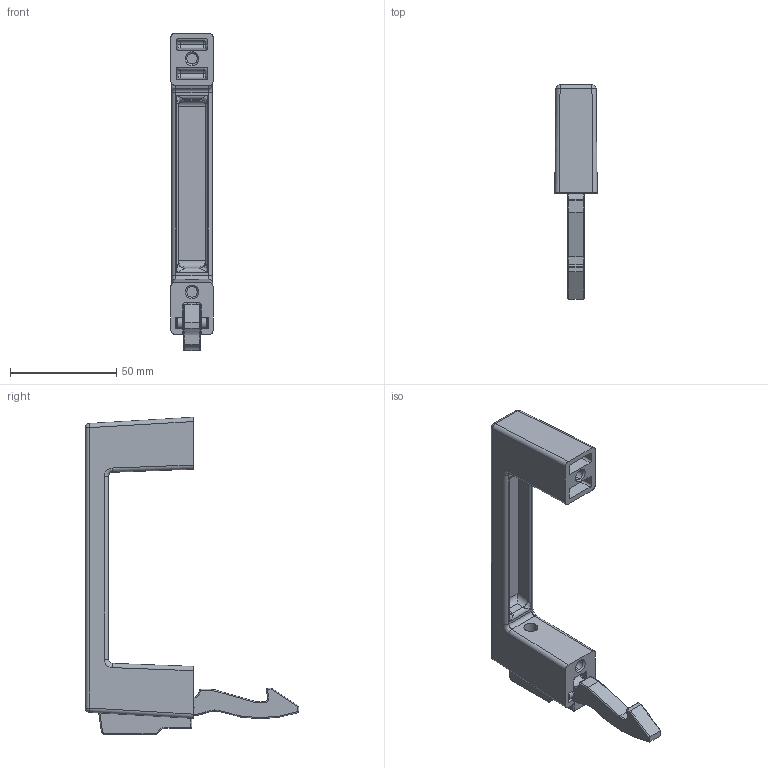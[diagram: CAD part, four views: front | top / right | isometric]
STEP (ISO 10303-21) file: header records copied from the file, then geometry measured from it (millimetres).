
FILE_DESCRIPTION (( 'STEP AP203' ), '1' );
FILE_NAME ('A-231-2.STEP', '2017-06-27T04:54:33', ( '' ), ( '' ), 'SwSTEP 2.0', 'SolidWorks 2014', '' );
FILE_SCHEMA (( 'CONFIG_CONTROL_DESIGN' ));
Length unit declared in the file: millimetre
Products named in the file (3): A-231-2; A-231-2 ハンドル; A-231-2 ラッチ
Assembly tree (2 placements, depth 2):
  A-231-2
    A-231-2 ハンドル
    A-231-2 ラッチ
Bounding box: 20 x 100.9 x 149.7 mm (x, y, z)
Volume: 55002.2 mm3; surface area: 24749.8 mm2
Topology: 2 solids, 2 shells, 244 faces, 578 edges, 326 vertices
Faces by surface type: cylinder 109, plane 60, torus 30, bspline 18, sphere 17, cone 10
Entity records: 7748 total; most frequent: CARTESIAN_POINT 2139, DIRECTION 1149, ORIENTED_EDGE 1112, EDGE_CURVE 556, AXIS2_PLACEMENT_3D 444, VERTEX_POINT 322, VECTOR 261, LINE 261
